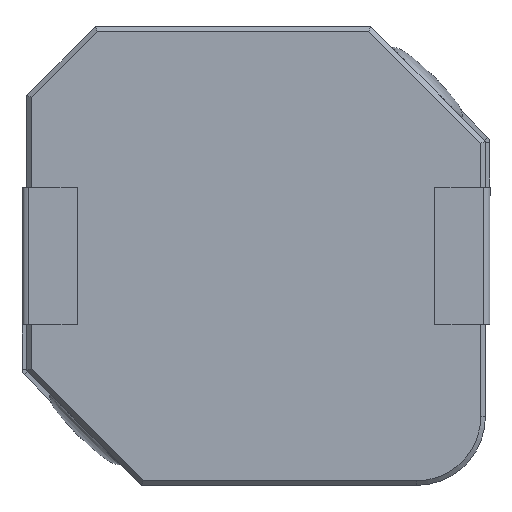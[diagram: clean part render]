
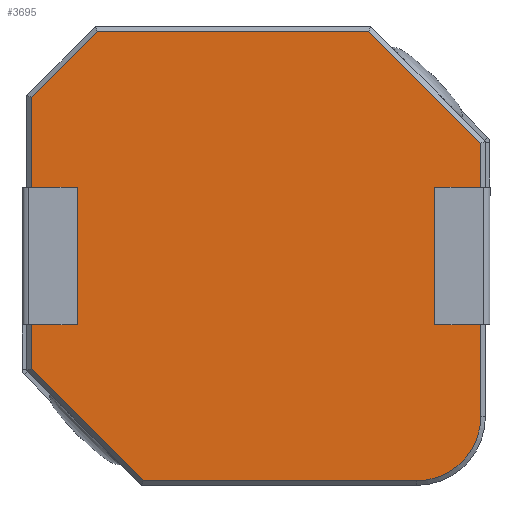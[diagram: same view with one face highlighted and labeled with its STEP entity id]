
A CAD part, front view. The second image highlights one B-rep face of the part: STEP entity #3695.
In plain terms, the highlighted planar face has unit normal (0, -1, 0).
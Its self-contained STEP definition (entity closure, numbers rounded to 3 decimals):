
#15 = EDGE_CURVE ( 'NONE', #323, #534, #1559, .T. ) ;
#19 = DIRECTION ( 'NONE',  ( -0.707, 0., 0.707 ) ) ;
#143 = CARTESIAN_POINT ( 'NONE',  ( 0., 0.1, 0. ) ) ;
#154 = ORIENTED_EDGE ( 'NONE', *, *, #1128, .T. ) ;
#164 = DIRECTION ( 'NONE',  ( 0., -1., 0. ) ) ;
#179 = CARTESIAN_POINT ( 'NONE',  ( -2.429, 0.1, -4.929 ) ) ;
#192 = EDGE_CURVE ( 'NONE', #364, #2760, #2589, .T. ) ;
#230 = CARTESIAN_POINT ( 'NONE',  ( -4.9, 0.1, -2.459 ) ) ;
#271 = DIRECTION ( 'NONE',  ( -1., 0., 0. ) ) ;
#323 = VERTEX_POINT ( 'NONE', #569 ) ;
#364 = VERTEX_POINT ( 'NONE', #230 ) ;
#380 = ORIENTED_EDGE ( 'NONE', *, *, #3747, .T. ) ;
#534 = VERTEX_POINT ( 'NONE', #3425 ) ;
#569 = CARTESIAN_POINT ( 'NONE',  ( 4.9, 0.1, -3.5 ) ) ;
#660 = ORIENTED_EDGE ( 'NONE', *, *, #2726, .T. ) ;
#673 = VECTOR ( 'NONE', #19, 1000. ) ;
#724 = VECTOR ( 'NONE', #3184, 1000. ) ;
#842 = VECTOR ( 'NONE', #3039, 1000. ) ;
#889 = CARTESIAN_POINT ( 'NONE',  ( 2.459, 0.1, 4.9 ) ) ;
#1011 = VERTEX_POINT ( 'NONE', #2330 ) ;
#1038 = DIRECTION ( 'NONE',  ( 0.707, 0., -0.707 ) ) ;
#1053 = LINE ( 'NONE', #2639, #724 ) ;
#1073 = DIRECTION ( 'NONE',  ( 0., -1., 0. ) ) ;
#1128 = EDGE_CURVE ( 'NONE', #3055, #1011, #3286, .T. ) ;
#1155 = LINE ( 'NONE', #2083, #2192 ) ;
#1226 = LINE ( 'NONE', #3626, #842 ) ;
#1297 = DIRECTION ( 'NONE',  ( 0., 0., 1. ) ) ;
#1366 = DIRECTION ( 'NONE',  ( -1., 0., 0. ) ) ;
#1374 = VERTEX_POINT ( 'NONE', #3218 ) ;
#1454 = EDGE_CURVE ( 'NONE', #1374, #364, #1226, .T. ) ;
#1559 = LINE ( 'NONE', #3023, #2649 ) ;
#1604 = LINE ( 'NONE', #2227, #673 ) ;
#1661 = FACE_OUTER_BOUND ( 'NONE', #1960, .T. ) ;
#1791 = CARTESIAN_POINT ( 'NONE',  ( -3.5, 0.1, 4.9 ) ) ;
#1960 = EDGE_LOOP ( 'NONE', ( #3767, #2684, #380, #3494, #3354, #2340, #154, #660 ) ) ;
#1976 = DIRECTION ( 'NONE',  ( -1., 0., 0. ) ) ;
#2050 = CARTESIAN_POINT ( 'NONE',  ( 3.5, 0.1, -3.5 ) ) ;
#2053 = AXIS2_PLACEMENT_3D ( 'NONE', #2050, #1073, #1976 ) ;
#2072 = CARTESIAN_POINT ( 'NONE',  ( -2.459, 0.1, -4.9 ) ) ;
#2083 = CARTESIAN_POINT ( 'NONE',  ( 3.5, 0.1, -4.9 ) ) ;
#2192 = VECTOR ( 'NONE', #2392, 1000. ) ;
#2227 = CARTESIAN_POINT ( 'NONE',  ( 2.429, 0.1, 4.929 ) ) ;
#2330 = CARTESIAN_POINT ( 'NONE',  ( -3.459, 0.1, 4.9 ) ) ;
#2340 = ORIENTED_EDGE ( 'NONE', *, *, #3483, .T. ) ;
#2392 = DIRECTION ( 'NONE',  ( 1., 0., 0. ) ) ;
#2589 = LINE ( 'NONE', #179, #3031 ) ;
#2639 = CARTESIAN_POINT ( 'NONE',  ( -4.179, 0.1, 4.179 ) ) ;
#2649 = VECTOR ( 'NONE', #1297, 1000. ) ;
#2663 = EDGE_CURVE ( 'NONE', #3918, #323, #3773, .T. ) ;
#2684 = ORIENTED_EDGE ( 'NONE', *, *, #192, .T. ) ;
#2726 = EDGE_CURVE ( 'NONE', #1011, #1374, #1053, .T. ) ;
#2760 = VERTEX_POINT ( 'NONE', #2072 ) ;
#2836 = VECTOR ( 'NONE', #271, 1000. ) ;
#2867 = PLANE ( 'NONE',  #2935 ) ;
#2935 = AXIS2_PLACEMENT_3D ( 'NONE', #143, #164, #1366 ) ;
#3023 = CARTESIAN_POINT ( 'NONE',  ( 4.9, 0.1, 2.5 ) ) ;
#3031 = VECTOR ( 'NONE', #1038, 1000. ) ;
#3039 = DIRECTION ( 'NONE',  ( 0., 0., -1. ) ) ;
#3055 = VERTEX_POINT ( 'NONE', #889 ) ;
#3184 = DIRECTION ( 'NONE',  ( -0.707, 0., -0.707 ) ) ;
#3218 = CARTESIAN_POINT ( 'NONE',  ( -4.9, 0.1, 3.459 ) ) ;
#3286 = LINE ( 'NONE', #1791, #2836 ) ;
#3354 = ORIENTED_EDGE ( 'NONE', *, *, #15, .T. ) ;
#3425 = CARTESIAN_POINT ( 'NONE',  ( 4.9, 0.1, 2.459 ) ) ;
#3483 = EDGE_CURVE ( 'NONE', #534, #3055, #1604, .T. ) ;
#3494 = ORIENTED_EDGE ( 'NONE', *, *, #2663, .T. ) ;
#3535 = CARTESIAN_POINT ( 'NONE',  ( 3.5, 0.1, -4.9 ) ) ;
#3626 = CARTESIAN_POINT ( 'NONE',  ( -4.9, 0.1, -2.5 ) ) ;
#3695 = ADVANCED_FACE ( 'NONE', ( #1661 ), #2867, .T. ) ;
#3747 = EDGE_CURVE ( 'NONE', #2760, #3918, #1155, .T. ) ;
#3767 = ORIENTED_EDGE ( 'NONE', *, *, #1454, .T. ) ;
#3773 = CIRCLE ( 'NONE', #2053, 1.4 ) ;
#3918 = VERTEX_POINT ( 'NONE', #3535 ) ;
